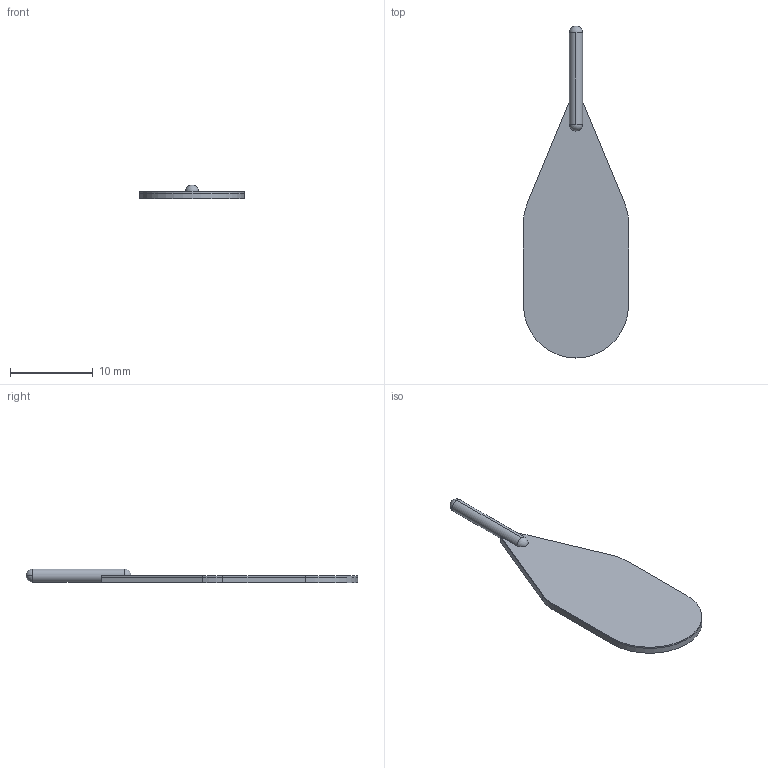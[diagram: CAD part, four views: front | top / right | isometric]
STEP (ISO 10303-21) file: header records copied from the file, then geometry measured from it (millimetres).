
FILE_DESCRIPTION (( 'STEP AP203' ), '1' );
FILE_NAME ('NNP-DWG-145-008-000 SA, EPI, MES, Electrode.STEP', '2024-06-28T20:13:34', ( '' ), ( '' ), 'SwSTEP 2.0', 'SolidWorks 2024', '' );
FILE_SCHEMA (( 'CONFIG_CONTROL_DESIGN' ));
Length unit declared in the file: inch
Products named in the file (4): NNP-DWG-145-008-000 SA, EPI, MES, Electrode; NNP-DWG-140-015-000 Electrode, EPI, MES, Silicone Molding Blank; NNP-DWG-140-014-000 Electrode, EPI, Disk; NNP-DWG-140-016-000 Electrode, EPI, MES, Reinforcing Mesh
Assembly tree (4 placements, depth 2):
  NNP-DWG-145-008-000 SA, EPI, MES, Electrode
    NNP-DWG-140-015-000 Electrode, EPI, MES, Silicone Molding Blank
    NNP-DWG-140-016-000 Electrode, EPI, MES, Reinforcing Mesh
    NNP-DWG-140-014-000 Electrode, EPI, Disk  x2
Bounding box: 12.7 x 40.15 x 1.68 mm (x, y, z)
Volume: 350.8 mm3; surface area: 1470.4 mm2
Topology: 4 solids, 4 shells, 89 faces, 229 edges, 145 vertices
Faces by surface type: plane 38, cylinder 24, torus 16, cone 8, sphere 3
Entity records: 2215 total; most frequent: CARTESIAN_POINT 353, DIRECTION 327, ORIENTED_EDGE 288, EDGE_CURVE 144, AXIS2_PLACEMENT_3D 131, VERTEX_POINT 93, CIRCLE 67, VECTOR 65
